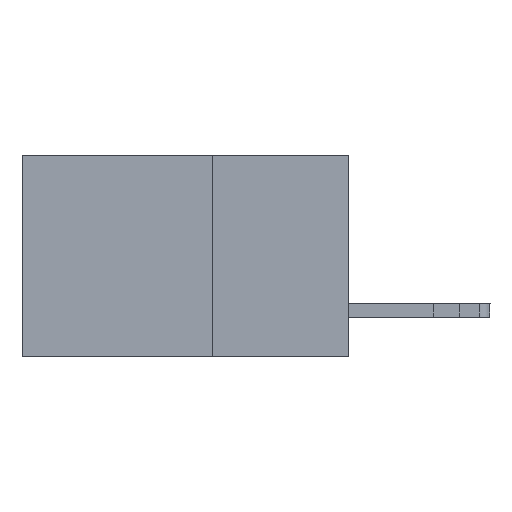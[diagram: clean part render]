
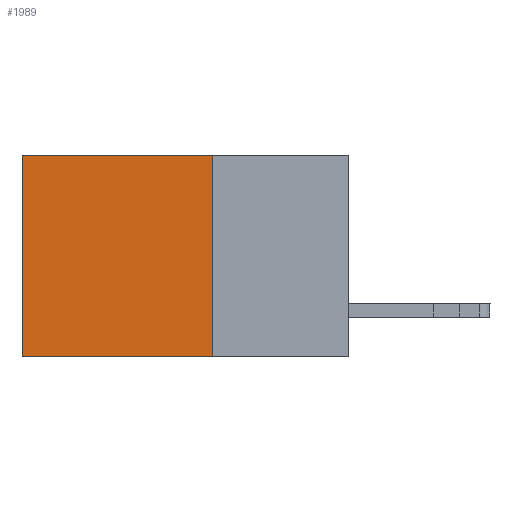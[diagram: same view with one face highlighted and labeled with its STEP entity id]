
A CAD part, left-side view. The second image highlights one B-rep face of the part: STEP entity #1989.
In plain terms, the highlighted planar face has unit normal (-1, 0, 0).
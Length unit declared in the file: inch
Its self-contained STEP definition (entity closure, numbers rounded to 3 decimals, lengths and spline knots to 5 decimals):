
#6 = CARTESIAN_POINT ( 'NONE',  ( 0.2615, 0.6, -0.37 ) ) ;
#1019 = CARTESIAN_POINT ( 'NONE',  ( 0.2615, 0.25, -0.37 ) ) ;
#1086 = CARTESIAN_POINT ( 'NONE',  ( 0.2615, 0.25, -0.37 ) ) ;
#1329 = FACE_OUTER_BOUND ( 'NONE', #1421, .T. ) ;
#1421 = EDGE_LOOP ( 'NONE', ( #12631, #15740, #3827, #14787 ) ) ;
#1766 = VECTOR ( 'NONE', #16802, 39.37008 ) ;
#1820 = VERTEX_POINT ( 'NONE', #3126 ) ;
#1989 = ADVANCED_FACE ( 'NONE', ( #1329 ), #15792, .F. ) ;
#2407 = EDGE_CURVE ( 'NONE', #1820, #7317, #12193, .T. ) ;
#3126 = CARTESIAN_POINT ( 'NONE',  ( 0.2615, 0.25, 0. ) ) ;
#3314 = EDGE_CURVE ( 'NONE', #7317, #4567, #10412, .T. ) ;
#3827 = ORIENTED_EDGE ( 'NONE', *, *, #10400, .F. ) ;
#3894 = VERTEX_POINT ( 'NONE', #1086 ) ;
#4567 = VERTEX_POINT ( 'NONE', #6 ) ;
#5457 = AXIS2_PLACEMENT_3D ( 'NONE', #15140, #15856, #15826 ) ;
#6043 = LINE ( 'NONE', #1019, #9055 ) ;
#6736 = CARTESIAN_POINT ( 'NONE',  ( 0.2615, 0.25, -0.37 ) ) ;
#7317 = VERTEX_POINT ( 'NONE', #9797 ) ;
#7556 = EDGE_CURVE ( 'NONE', #3894, #4567, #6043, .T. ) ;
#7667 = DIRECTION ( 'NONE',  ( 0., 1., 0. ) ) ;
#7920 = LINE ( 'NONE', #6736, #14733 ) ;
#9055 = VECTOR ( 'NONE', #7667, 39.37008 ) ;
#9797 = CARTESIAN_POINT ( 'NONE',  ( 0.2615, 0.6, 0. ) ) ;
#10003 = VECTOR ( 'NONE', #15750, 39.37008 ) ;
#10400 = EDGE_CURVE ( 'NONE', #1820, #3894, #7920, .T. ) ;
#10412 = LINE ( 'NONE', #11919, #10003 ) ;
#10609 = DIRECTION ( 'NONE',  ( 0., 0., -1. ) ) ;
#11919 = CARTESIAN_POINT ( 'NONE',  ( 0.2615, 0.6, -0.37 ) ) ;
#12193 = LINE ( 'NONE', #16908, #1766 ) ;
#12631 = ORIENTED_EDGE ( 'NONE', *, *, #3314, .T. ) ;
#14733 = VECTOR ( 'NONE', #10609, 39.37008 ) ;
#14787 = ORIENTED_EDGE ( 'NONE', *, *, #2407, .T. ) ;
#15140 = CARTESIAN_POINT ( 'NONE',  ( 0.2615, 0.25, -0.37 ) ) ;
#15740 = ORIENTED_EDGE ( 'NONE', *, *, #7556, .F. ) ;
#15750 = DIRECTION ( 'NONE',  ( 0., 0., -1. ) ) ;
#15792 = PLANE ( 'NONE',  #5457 ) ;
#15826 = DIRECTION ( 'NONE',  ( 0., 0., -1. ) ) ;
#15856 = DIRECTION ( 'NONE',  ( 1., 0., 0. ) ) ;
#16802 = DIRECTION ( 'NONE',  ( 0., 1., 0. ) ) ;
#16908 = CARTESIAN_POINT ( 'NONE',  ( 0.2615, 0.25, 0. ) ) ;
